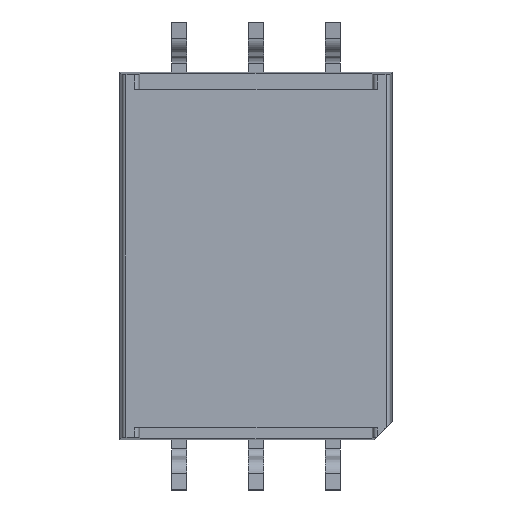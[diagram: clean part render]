
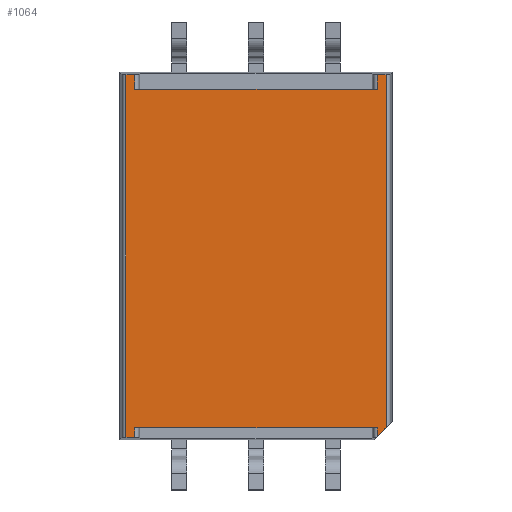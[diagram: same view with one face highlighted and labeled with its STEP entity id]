
A CAD part, front view. The second image highlights one B-rep face of the part: STEP entity #1064.
In plain terms, the highlighted planar face has unit normal (0, -1, 0).
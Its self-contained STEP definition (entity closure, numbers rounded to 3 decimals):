
#59 = DIRECTION ( 'NONE',  ( 0., 0., -1. ) ) ;
#81 = LINE ( 'NONE', #3372, #2497 ) ;
#88 = ORIENTED_EDGE ( 'NONE', *, *, #1348, .F. ) ;
#105 = LINE ( 'NONE', #974, #2425 ) ;
#123 = LINE ( 'NONE', #3460, #663 ) ;
#144 = CARTESIAN_POINT ( 'NONE',  ( -4.007, -3., -5.678 ) ) ;
#170 = CARTESIAN_POINT ( 'NONE',  ( 4.007, -3., 5.502 ) ) ;
#181 = LINE ( 'NONE', #2629, #3403 ) ;
#390 = LINE ( 'NONE', #1824, #3492 ) ;
#459 = ORIENTED_EDGE ( 'NONE', *, *, #2666, .T. ) ;
#505 = DIRECTION ( 'NONE',  ( 0., 0., -1. ) ) ;
#525 = VECTOR ( 'NONE', #59, 1000. ) ;
#537 = DIRECTION ( 'NONE',  ( 0., -1., 0. ) ) ;
#549 = CARTESIAN_POINT ( 'NONE',  ( -4.5, -3., 5.995 ) ) ;
#654 = ORIENTED_EDGE ( 'NONE', *, *, #3286, .T. ) ;
#663 = VECTOR ( 'NONE', #3199, 1000. ) ;
#716 = CARTESIAN_POINT ( 'NONE',  ( -4.297, -3., 5.995 ) ) ;
#725 = VECTOR ( 'NONE', #2872, 1000. ) ;
#728 = LINE ( 'NONE', #2780, #725 ) ;
#775 = VERTEX_POINT ( 'NONE', #144 ) ;
#803 = VERTEX_POINT ( 'NONE', #170 ) ;
#859 = DIRECTION ( 'NONE',  ( 0., 0., 1. ) ) ;
#948 = EDGE_LOOP ( 'NONE', ( #654, #2418, #1982, #1600, #2495, #459, #2062, #1274, #1744, #2527, #88, #2240 ) ) ;
#974 = CARTESIAN_POINT ( 'NONE',  ( -4.297, -3., -6.075 ) ) ;
#1007 = LINE ( 'NONE', #3551, #2421 ) ;
#1042 = DIRECTION ( 'NONE',  ( -1., 0., 0. ) ) ;
#1064 = ADVANCED_FACE ( 'NONE', ( #1330 ), #3374, .T. ) ;
#1067 = CARTESIAN_POINT ( 'NONE',  ( 4.15, -3., 5.502 ) ) ;
#1074 = CARTESIAN_POINT ( 'NONE',  ( 4.297, -3., -5.678 ) ) ;
#1089 = DIRECTION ( 'NONE',  ( -1., 0., 0. ) ) ;
#1110 = CARTESIAN_POINT ( 'NONE',  ( -4.007, -3., 5.502 ) ) ;
#1148 = CARTESIAN_POINT ( 'NONE',  ( 4.297, -3., 5.995 ) ) ;
#1274 = ORIENTED_EDGE ( 'NONE', *, *, #3560, .F. ) ;
#1278 = LINE ( 'NONE', #1751, #525 ) ;
#1330 = FACE_OUTER_BOUND ( 'NONE', #948, .T. ) ;
#1348 = EDGE_CURVE ( 'NONE', #3207, #2500, #3150, .T. ) ;
#1352 = EDGE_CURVE ( 'NONE', #1875, #2276, #2191, .T. ) ;
#1496 = CARTESIAN_POINT ( 'NONE',  ( 4.297, -3., 5.995 ) ) ;
#1540 = EDGE_CURVE ( 'NONE', #3207, #2479, #181, .T. ) ;
#1582 = CARTESIAN_POINT ( 'NONE',  ( -4.5, -3., 5.995 ) ) ;
#1594 = DIRECTION ( 'NONE',  ( -1., 0., 0. ) ) ;
#1600 = ORIENTED_EDGE ( 'NONE', *, *, #1352, .T. ) ;
#1634 = EDGE_CURVE ( 'NONE', #2940, #1875, #2063, .T. ) ;
#1655 = EDGE_CURVE ( 'NONE', #3445, #1832, #81, .T. ) ;
#1732 = CARTESIAN_POINT ( 'NONE',  ( -4.297, -3., -5.995 ) ) ;
#1744 = ORIENTED_EDGE ( 'NONE', *, *, #1655, .T. ) ;
#1751 = CARTESIAN_POINT ( 'NONE',  ( 4.007, -3., 5.995 ) ) ;
#1769 = DIRECTION ( 'NONE',  ( 0., 0., 1. ) ) ;
#1792 = EDGE_CURVE ( 'NONE', #1832, #2500, #728, .T. ) ;
#1815 = VECTOR ( 'NONE', #1042, 1000. ) ;
#1824 = CARTESIAN_POINT ( 'NONE',  ( -4.007, -3., 5.995 ) ) ;
#1832 = VERTEX_POINT ( 'NONE', #2508 ) ;
#1875 = VERTEX_POINT ( 'NONE', #2033 ) ;
#1890 = EDGE_CURVE ( 'NONE', #2707, #775, #390, .T. ) ;
#1982 = ORIENTED_EDGE ( 'NONE', *, *, #1634, .T. ) ;
#2033 = CARTESIAN_POINT ( 'NONE',  ( -4.007, -3., 5.995 ) ) ;
#2062 = ORIENTED_EDGE ( 'NONE', *, *, #1890, .T. ) ;
#2063 = LINE ( 'NONE', #3234, #2813 ) ;
#2191 = LINE ( 'NONE', #1582, #3348 ) ;
#2240 = ORIENTED_EDGE ( 'NONE', *, *, #1540, .T. ) ;
#2276 = VERTEX_POINT ( 'NONE', #716 ) ;
#2385 = AXIS2_PLACEMENT_3D ( 'NONE', #549, #537, #505 ) ;
#2418 = ORIENTED_EDGE ( 'NONE', *, *, #3204, .T. ) ;
#2421 = VECTOR ( 'NONE', #1089, 1000. ) ;
#2425 = VECTOR ( 'NONE', #859, 1000. ) ;
#2479 = VERTEX_POINT ( 'NONE', #2528 ) ;
#2495 = ORIENTED_EDGE ( 'NONE', *, *, #2853, .F. ) ;
#2497 = VECTOR ( 'NONE', #3350, 1000. ) ;
#2500 = VERTEX_POINT ( 'NONE', #1074 ) ;
#2508 = CARTESIAN_POINT ( 'NONE',  ( 4.007, -3., -5.968 ) ) ;
#2527 = ORIENTED_EDGE ( 'NONE', *, *, #1792, .T. ) ;
#2528 = CARTESIAN_POINT ( 'NONE',  ( 4.007, -3., 5.995 ) ) ;
#2618 = DIRECTION ( 'NONE',  ( -1., 0., 0. ) ) ;
#2629 = CARTESIAN_POINT ( 'NONE',  ( -4.5, -3., 5.995 ) ) ;
#2666 = EDGE_CURVE ( 'NONE', #2758, #2707, #123, .T. ) ;
#2707 = VERTEX_POINT ( 'NONE', #2773 ) ;
#2758 = VERTEX_POINT ( 'NONE', #1732 ) ;
#2773 = CARTESIAN_POINT ( 'NONE',  ( -4.007, -3., -5.995 ) ) ;
#2780 = CARTESIAN_POINT ( 'NONE',  ( 4.007, -3., -5.968 ) ) ;
#2802 = CARTESIAN_POINT ( 'NONE',  ( 4.007, -3., -5.678 ) ) ;
#2813 = VECTOR ( 'NONE', #3240, 1000. ) ;
#2853 = EDGE_CURVE ( 'NONE', #2758, #2276, #105, .T. ) ;
#2872 = DIRECTION ( 'NONE',  ( 0.707, 0., 0.707 ) ) ;
#2940 = VERTEX_POINT ( 'NONE', #1110 ) ;
#3063 = VECTOR ( 'NONE', #3251, 1000. ) ;
#3150 = LINE ( 'NONE', #1496, #3063 ) ;
#3199 = DIRECTION ( 'NONE',  ( 1., 0., 0. ) ) ;
#3204 = EDGE_CURVE ( 'NONE', #803, #2940, #3317, .T. ) ;
#3207 = VERTEX_POINT ( 'NONE', #1148 ) ;
#3234 = CARTESIAN_POINT ( 'NONE',  ( -4.007, -3., 5.995 ) ) ;
#3240 = DIRECTION ( 'NONE',  ( 0., 0., 1. ) ) ;
#3251 = DIRECTION ( 'NONE',  ( 0., 0., -1. ) ) ;
#3286 = EDGE_CURVE ( 'NONE', #2479, #803, #1278, .T. ) ;
#3317 = LINE ( 'NONE', #1067, #1815 ) ;
#3348 = VECTOR ( 'NONE', #1594, 1000. ) ;
#3350 = DIRECTION ( 'NONE',  ( 0., 0., -1. ) ) ;
#3372 = CARTESIAN_POINT ( 'NONE',  ( 4.007, -3., 5.995 ) ) ;
#3374 = PLANE ( 'NONE',  #2385 ) ;
#3403 = VECTOR ( 'NONE', #2618, 1000. ) ;
#3445 = VERTEX_POINT ( 'NONE', #2802 ) ;
#3460 = CARTESIAN_POINT ( 'NONE',  ( -4.5, -3., -5.995 ) ) ;
#3492 = VECTOR ( 'NONE', #1769, 1000. ) ;
#3551 = CARTESIAN_POINT ( 'NONE',  ( 4.15, -3., -5.678 ) ) ;
#3560 = EDGE_CURVE ( 'NONE', #3445, #775, #1007, .T. ) ;
